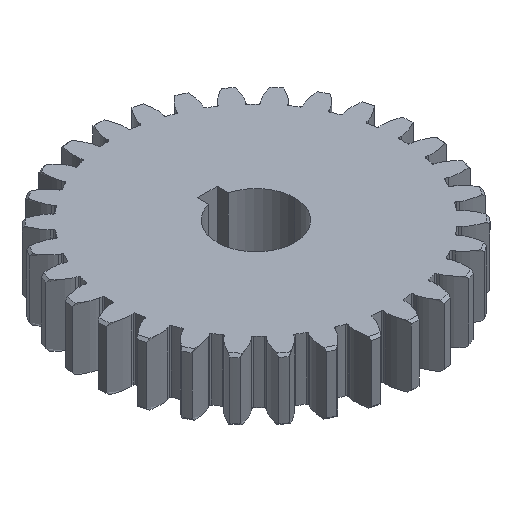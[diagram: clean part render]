
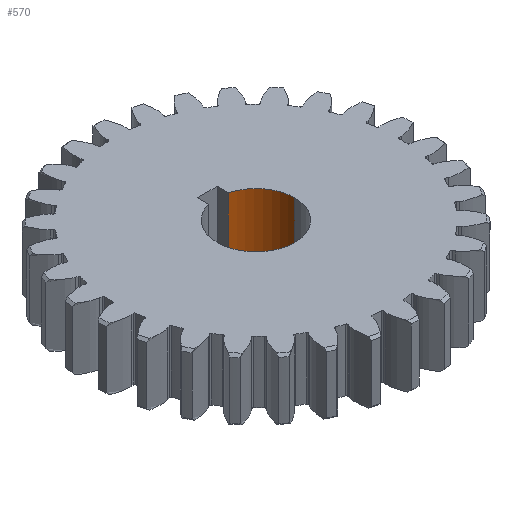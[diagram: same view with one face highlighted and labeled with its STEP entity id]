
A CAD part, isometric view. The second image highlights one B-rep face of the part: STEP entity #570.
In plain terms, the highlighted cylindrical face has radius 1.984 mm (diameter 3.967 mm), a partial arc.
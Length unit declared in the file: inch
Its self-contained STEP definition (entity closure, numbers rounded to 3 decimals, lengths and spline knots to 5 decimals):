
#417 = EDGE_CURVE ( 'NONE', #9916, #808, #12099, .T. ) ;
#489 = CARTESIAN_POINT ( 'NONE',  ( 0.02, 0.0755, -0.0625 ) ) ;
#570 = ADVANCED_FACE ( 'NONE', ( #14201 ), #3740, .F. ) ;
#808 = VERTEX_POINT ( 'NONE', #7100 ) ;
#1242 = VECTOR ( 'NONE', #11453, 39.37008 ) ;
#1480 = DIRECTION ( 'NONE',  ( 0., 0., 1. ) ) ;
#3320 = CARTESIAN_POINT ( 'NONE',  ( 0., 0., 0.0625 ) ) ;
#3683 = LINE ( 'NONE', #10462, #1242 ) ;
#3740 = CYLINDRICAL_SURFACE ( 'NONE', #6783, 0.0781 ) ;
#3833 = VERTEX_POINT ( 'NONE', #8092 ) ;
#4391 = ORIENTED_EDGE ( 'NONE', *, *, #6741, .T. ) ;
#4786 = CARTESIAN_POINT ( 'NONE',  ( 0.0781, 0., 0.0625 ) ) ;
#5317 = ORIENTED_EDGE ( 'NONE', *, *, #10264, .F. ) ;
#5381 = ORIENTED_EDGE ( 'NONE', *, *, #417, .F. ) ;
#5518 = AXIS2_PLACEMENT_3D ( 'NONE', #8244, #13043, #11893 ) ;
#6741 = EDGE_CURVE ( 'NONE', #12359, #3833, #12123, .T. ) ;
#6783 = AXIS2_PLACEMENT_3D ( 'NONE', #8403, #12263, #9985 ) ;
#6945 = DIRECTION ( 'NONE',  ( 1., 0., 0. ) ) ;
#7100 = CARTESIAN_POINT ( 'NONE',  ( 0.02, 0.0755, -0.0625 ) ) ;
#8092 = CARTESIAN_POINT ( 'NONE',  ( 0.02, 0.0755, 0.0625 ) ) ;
#8226 = ORIENTED_EDGE ( 'NONE', *, *, #9332, .T. ) ;
#8244 = CARTESIAN_POINT ( 'NONE',  ( 0., 0., -0.0625 ) ) ;
#8403 = CARTESIAN_POINT ( 'NONE',  ( 0., 0., -0.0625 ) ) ;
#8503 = AXIS2_PLACEMENT_3D ( 'NONE', #3320, #9374, #6945 ) ;
#9332 = EDGE_CURVE ( 'NONE', #9916, #12359, #3683, .T. ) ;
#9374 = DIRECTION ( 'NONE',  ( 0., 0., 1. ) ) ;
#9916 = VERTEX_POINT ( 'NONE', #12154 ) ;
#9985 = DIRECTION ( 'NONE',  ( 1., 0., 0. ) ) ;
#10264 = EDGE_CURVE ( 'NONE', #808, #3833, #14224, .T. ) ;
#10462 = CARTESIAN_POINT ( 'NONE',  ( 0.0781, 0., -0.0625 ) ) ;
#11395 = EDGE_LOOP ( 'NONE', ( #5381, #8226, #4391, #5317 ) ) ;
#11453 = DIRECTION ( 'NONE',  ( 0., 0., 1. ) ) ;
#11464 = VECTOR ( 'NONE', #1480, 39.37008 ) ;
#11893 = DIRECTION ( 'NONE',  ( 1., 0., 0. ) ) ;
#12099 = CIRCLE ( 'NONE', #5518, 0.0781 ) ;
#12123 = CIRCLE ( 'NONE', #8503, 0.0781 ) ;
#12154 = CARTESIAN_POINT ( 'NONE',  ( 0.0781, 0., -0.0625 ) ) ;
#12263 = DIRECTION ( 'NONE',  ( 0., 0., 1. ) ) ;
#12359 = VERTEX_POINT ( 'NONE', #4786 ) ;
#13043 = DIRECTION ( 'NONE',  ( 0., 0., 1. ) ) ;
#14201 = FACE_OUTER_BOUND ( 'NONE', #11395, .T. ) ;
#14224 = LINE ( 'NONE', #489, #11464 ) ;
